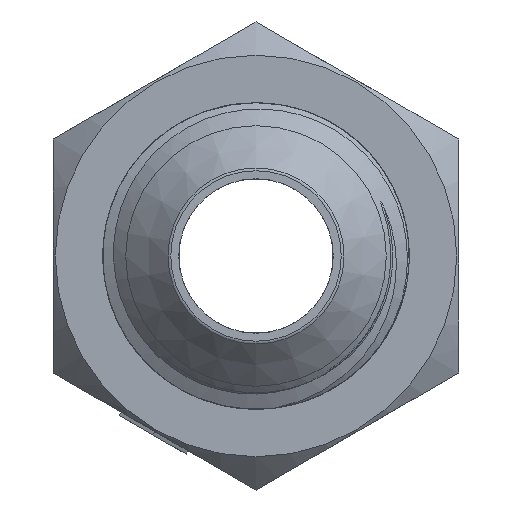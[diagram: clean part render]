
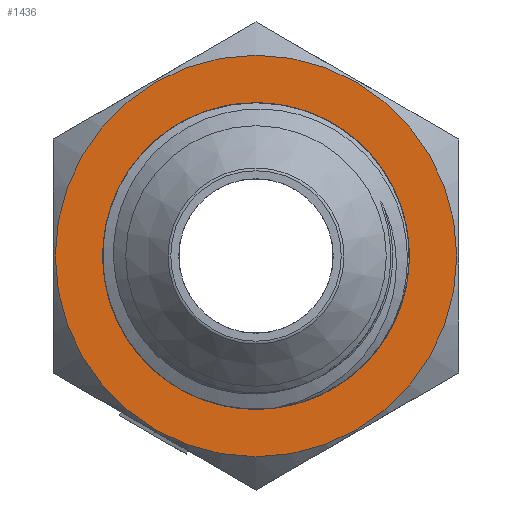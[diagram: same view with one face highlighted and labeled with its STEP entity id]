
A CAD part, front view. The second image highlights one B-rep face of the part: STEP entity #1436.
In plain terms, the highlighted planar face has unit normal (0, -1, 0).
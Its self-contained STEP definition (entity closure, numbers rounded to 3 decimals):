
#43=FACE_BOUND('',#229,.T.);
#57=PLANE('',#1611);
#147=FACE_OUTER_BOUND('',#228,.T.);
#228=EDGE_LOOP('',(#1248,#1249));
#229=EDGE_LOOP('',(#1250,#1251));
#255=CIRCLE('',#1479,7.94);
#256=CIRCLE('',#1480,7.94);
#295=CIRCLE('',#1547,10.4);
#296=CIRCLE('',#1548,10.4);
#547=VERTEX_POINT('',#2066);
#548=VERTEX_POINT('',#2068);
#621=VERTEX_POINT('',#4585);
#622=VERTEX_POINT('',#4586);
#699=EDGE_CURVE('',#547,#548,#255,.T.);
#700=EDGE_CURVE('',#548,#547,#256,.T.);
#801=EDGE_CURVE('',#621,#622,#295,.T.);
#803=EDGE_CURVE('',#622,#621,#296,.T.);
#1248=ORIENTED_EDGE('',*,*,#801,.F.);
#1249=ORIENTED_EDGE('',*,*,#803,.F.);
#1250=ORIENTED_EDGE('',*,*,#700,.F.);
#1251=ORIENTED_EDGE('',*,*,#699,.F.);
#1436=ADVANCED_FACE('',(#147,#43),#57,.F.);
#1479=AXIS2_PLACEMENT_3D('',#2069,#1637,#1638);
#1480=AXIS2_PLACEMENT_3D('',#2070,#1639,#1640);
#1547=AXIS2_PLACEMENT_3D('',#4587,#1797,#1798);
#1548=AXIS2_PLACEMENT_3D('',#4589,#1800,#1801);
#1611=AXIS2_PLACEMENT_3D('',#4899,#1958,#1959);
#1637=DIRECTION('center_axis',(0.,-1.,0.));
#1638=DIRECTION('ref_axis',(0.,0.,1.));
#1639=DIRECTION('center_axis',(0.,-1.,0.));
#1640=DIRECTION('ref_axis',(0.,0.,1.));
#1797=DIRECTION('center_axis',(0.,1.,0.));
#1798=DIRECTION('ref_axis',(0.,0.,1.));
#1800=DIRECTION('center_axis',(0.,1.,0.));
#1801=DIRECTION('ref_axis',(0.,0.,1.));
#1958=DIRECTION('center_axis',(0.,1.,0.));
#1959=DIRECTION('ref_axis',(0.,0.,1.));
#2066=CARTESIAN_POINT('',(-3.46,-7.695,52.94));
#2068=CARTESIAN_POINT('',(-3.46,-7.695,37.06));
#2069=CARTESIAN_POINT('Origin',(-3.46,-7.695,45.));
#2070=CARTESIAN_POINT('Origin',(-3.46,-7.695,45.));
#4585=CARTESIAN_POINT('',(-3.46,-7.695,34.6));
#4586=CARTESIAN_POINT('',(-3.46,-7.695,55.4));
#4587=CARTESIAN_POINT('Origin',(-3.46,-7.695,45.));
#4589=CARTESIAN_POINT('Origin',(-3.46,-7.695,45.));
#4899=CARTESIAN_POINT('Origin',(-13.86,-7.695,45.));
